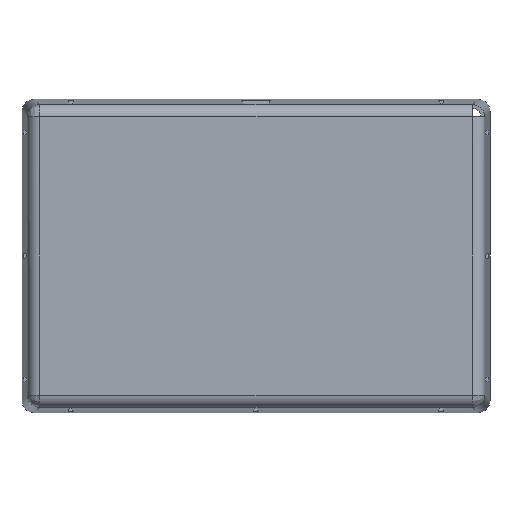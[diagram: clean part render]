
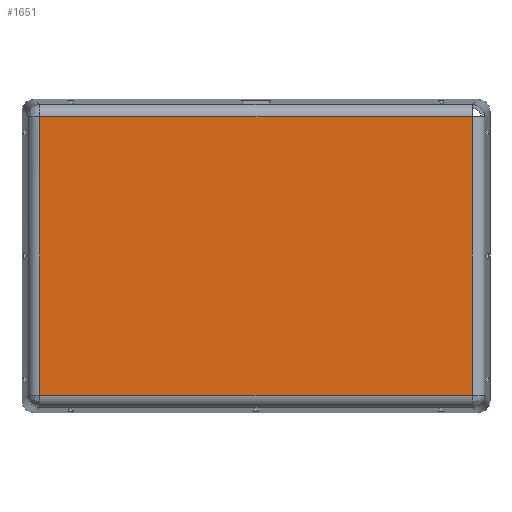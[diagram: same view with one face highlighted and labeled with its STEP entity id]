
A CAD part, front view. The second image highlights one B-rep face of the part: STEP entity #1651.
In plain terms, the highlighted planar face has unit normal (0, -1, 0).
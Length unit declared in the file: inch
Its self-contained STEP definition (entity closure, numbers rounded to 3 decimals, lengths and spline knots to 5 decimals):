
#20 = DIRECTION ( 'NONE',  ( -1., 0., 0. ) ) ;
#36 = EDGE_CURVE ( 'NONE', #2990, #450, #1340, .T. ) ;
#43 = VERTEX_POINT ( 'NONE', #1920 ) ;
#46 = EDGE_CURVE ( 'NONE', #450, #43, #2815, .T. ) ;
#141 = DIRECTION ( 'NONE',  ( 1., 0., 0. ) ) ;
#174 = CARTESIAN_POINT ( 'NONE',  ( 3.50471, -2.64, -2.25221 ) ) ;
#205 = EDGE_LOOP ( 'NONE', ( #1844, #1329, #2898, #3688 ) ) ;
#428 = CARTESIAN_POINT ( 'NONE',  ( 3.49388, -2.64, 2.25221 ) ) ;
#438 = CARTESIAN_POINT ( 'NONE',  ( -3.50471, -2.64, -2.24138 ) ) ;
#450 = VERTEX_POINT ( 'NONE', #1530 ) ;
#570 = CARTESIAN_POINT ( 'NONE',  ( 3.50471, -2.64, -2.24138 ) ) ;
#756 = PLANE ( 'NONE',  #1719 ) ;
#790 = LINE ( 'NONE', #1811, #3151 ) ;
#824 = CARTESIAN_POINT ( 'NONE',  ( -3.50471, -2.64, -2.25221 ) ) ;
#1329 = ORIENTED_EDGE ( 'NONE', *, *, #36, .F. ) ;
#1340 = LINE ( 'NONE', #438, #2921 ) ;
#1365 = EDGE_CURVE ( 'NONE', #3765, #2990, #790, .T. ) ;
#1530 = CARTESIAN_POINT ( 'NONE',  ( -3.50471, -2.64, 2.25221 ) ) ;
#1643 = DIRECTION ( 'NONE',  ( 0., 1., 0. ) ) ;
#1651 = ADVANCED_FACE ( 'NONE', ( #2313 ), #756, .F. ) ;
#1719 = AXIS2_PLACEMENT_3D ( 'NONE', #3120, #1643, #3712 ) ;
#1811 = CARTESIAN_POINT ( 'NONE',  ( 3.49388, -2.64, -2.25221 ) ) ;
#1844 = ORIENTED_EDGE ( 'NONE', *, *, #46, .F. ) ;
#1920 = CARTESIAN_POINT ( 'NONE',  ( 3.50471, -2.64, 2.25221 ) ) ;
#2040 = VECTOR ( 'NONE', #141, 39.37008 ) ;
#2313 = FACE_OUTER_BOUND ( 'NONE', #205, .T. ) ;
#2342 = DIRECTION ( 'NONE',  ( 0., 0., -1. ) ) ;
#2720 = VECTOR ( 'NONE', #2342, 39.37008 ) ;
#2750 = EDGE_CURVE ( 'NONE', #43, #3765, #3606, .T. ) ;
#2815 = LINE ( 'NONE', #428, #2040 ) ;
#2898 = ORIENTED_EDGE ( 'NONE', *, *, #1365, .F. ) ;
#2921 = VECTOR ( 'NONE', #3396, 39.37008 ) ;
#2990 = VERTEX_POINT ( 'NONE', #824 ) ;
#3120 = CARTESIAN_POINT ( 'NONE',  ( 3.49388, -2.64, -2.24138 ) ) ;
#3151 = VECTOR ( 'NONE', #20, 39.37008 ) ;
#3396 = DIRECTION ( 'NONE',  ( 0., 0., 1. ) ) ;
#3606 = LINE ( 'NONE', #570, #2720 ) ;
#3688 = ORIENTED_EDGE ( 'NONE', *, *, #2750, .F. ) ;
#3712 = DIRECTION ( 'NONE',  ( 0., 0., 1. ) ) ;
#3765 = VERTEX_POINT ( 'NONE', #174 ) ;
